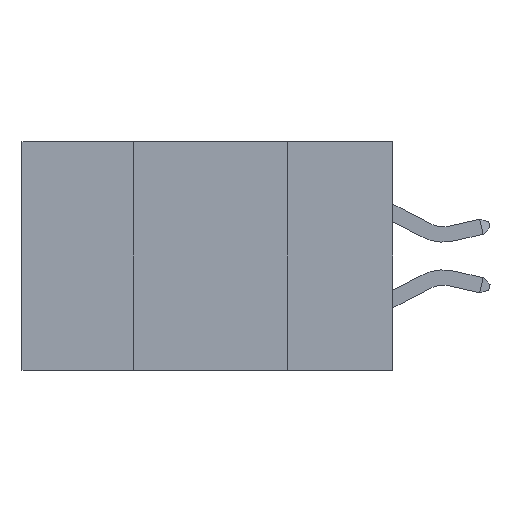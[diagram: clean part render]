
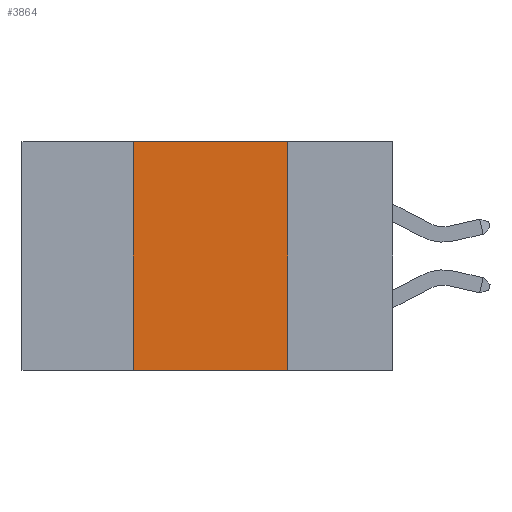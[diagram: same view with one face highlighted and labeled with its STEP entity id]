
A CAD part, left-side view. The second image highlights one B-rep face of the part: STEP entity #3864.
In plain terms, the highlighted planar face has unit normal (-1, 0, 0).
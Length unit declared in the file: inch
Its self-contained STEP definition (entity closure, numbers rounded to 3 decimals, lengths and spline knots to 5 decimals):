
#878 = VECTOR ( 'NONE', #10207, 39.37008 ) ;
#1065 = CARTESIAN_POINT ( 'NONE',  ( 0., 0.17, -0.37 ) ) ;
#1123 = ORIENTED_EDGE ( 'NONE', *, *, #8147, .F. ) ;
#1145 = VECTOR ( 'NONE', #7193, 39.37008 ) ;
#1319 = CARTESIAN_POINT ( 'NONE',  ( 0., 0.6, -0.37 ) ) ;
#1430 = VECTOR ( 'NONE', #8728, 39.37008 ) ;
#1956 = VERTEX_POINT ( 'NONE', #1065 ) ;
#2472 = EDGE_CURVE ( 'NONE', #10238, #1956, #4936, .T. ) ;
#2850 = EDGE_CURVE ( 'NONE', #7135, #10215, #9698, .T. ) ;
#3134 = CARTESIAN_POINT ( 'NONE',  ( 0., 0.42, 0. ) ) ;
#3864 = ADVANCED_FACE ( 'NONE', ( #9041 ), #7560, .F. ) ;
#4105 = CARTESIAN_POINT ( 'NONE',  ( 0., 0.6, 0. ) ) ;
#4333 = DIRECTION ( 'NONE',  ( 1., 0., 0. ) ) ;
#4936 = LINE ( 'NONE', #5420, #878 ) ;
#5420 = CARTESIAN_POINT ( 'NONE',  ( 0., 0.17, 0. ) ) ;
#5820 = EDGE_CURVE ( 'NONE', #7135, #1956, #9525, .T. ) ;
#5990 = DIRECTION ( 'NONE',  ( 0., 0., -1. ) ) ;
#6689 = CARTESIAN_POINT ( 'NONE',  ( 0., 0.42, -0.37 ) ) ;
#6814 = LINE ( 'NONE', #4105, #1430 ) ;
#7135 = VERTEX_POINT ( 'NONE', #6689 ) ;
#7193 = DIRECTION ( 'NONE',  ( 0., 0., 1. ) ) ;
#7535 = EDGE_LOOP ( 'NONE', ( #8788, #1123, #7805, #9195 ) ) ;
#7560 = PLANE ( 'NONE',  #7629 ) ;
#7629 = AXIS2_PLACEMENT_3D ( 'NONE', #8365, #4333, #5990 ) ;
#7805 = ORIENTED_EDGE ( 'NONE', *, *, #2850, .F. ) ;
#7959 = CARTESIAN_POINT ( 'NONE',  ( 0., 0.42, 0. ) ) ;
#8147 = EDGE_CURVE ( 'NONE', #10215, #10238, #6814, .T. ) ;
#8365 = CARTESIAN_POINT ( 'NONE',  ( 0., 0.6, 0. ) ) ;
#8728 = DIRECTION ( 'NONE',  ( 0., -1., 0. ) ) ;
#8788 = ORIENTED_EDGE ( 'NONE', *, *, #2472, .F. ) ;
#9041 = FACE_OUTER_BOUND ( 'NONE', #7535, .T. ) ;
#9195 = ORIENTED_EDGE ( 'NONE', *, *, #5820, .T. ) ;
#9525 = LINE ( 'NONE', #1319, #10290 ) ;
#9698 = LINE ( 'NONE', #3134, #1145 ) ;
#10069 = DIRECTION ( 'NONE',  ( 0., -1., 0. ) ) ;
#10207 = DIRECTION ( 'NONE',  ( 0., 0., -1. ) ) ;
#10215 = VERTEX_POINT ( 'NONE', #7959 ) ;
#10238 = VERTEX_POINT ( 'NONE', #10380 ) ;
#10290 = VECTOR ( 'NONE', #10069, 39.37008 ) ;
#10380 = CARTESIAN_POINT ( 'NONE',  ( 0., 0.17, 0. ) ) ;
